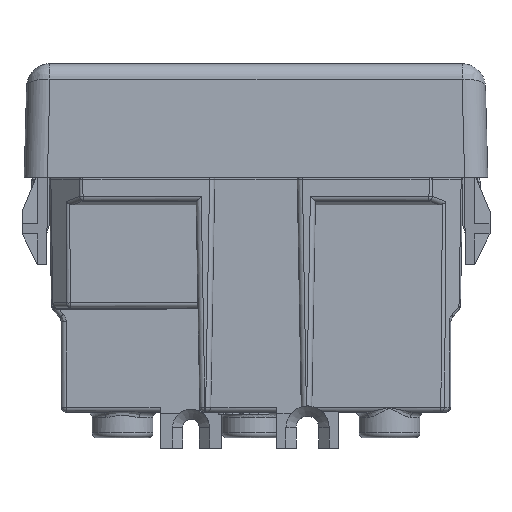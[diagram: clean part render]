
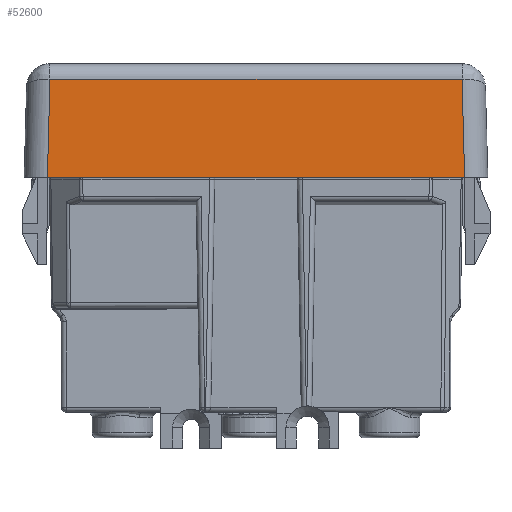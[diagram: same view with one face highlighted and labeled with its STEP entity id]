
A CAD part, left-side view. The second image highlights one B-rep face of the part: STEP entity #52600.
In plain terms, the highlighted planar face has unit normal (-1, 0, 0.009).
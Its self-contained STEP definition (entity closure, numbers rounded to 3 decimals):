
#955 = VECTOR ( 'NONE', #48433, 1000. ) ;
#5312 = DIRECTION ( 'NONE',  ( -0.009, 0.026, -1. ) ) ;
#7597 = EDGE_CURVE ( 'NONE', #34980, #12090, #57317, .T. ) ;
#9334 = EDGE_CURVE ( 'NONE', #29953, #34980, #83727, .T. ) ;
#9898 = ORIENTED_EDGE ( 'NONE', *, *, #14366, .T. ) ;
#12090 = VERTEX_POINT ( 'NONE', #19823 ) ;
#12520 = DIRECTION ( 'NONE',  ( 0., -1., 0. ) ) ;
#14366 = EDGE_CURVE ( 'NONE', #12090, #22782, #74689, .T. ) ;
#15240 = AXIS2_PLACEMENT_3D ( 'NONE', #22668, #42127, #49112 ) ;
#19823 = CARTESIAN_POINT ( 'NONE',  ( -11.205, -19.988, 10.013 ) ) ;
#21825 = CARTESIAN_POINT ( 'NONE',  ( -11.205, 19.988, 10.013 ) ) ;
#22668 = CARTESIAN_POINT ( 'NONE',  ( -11.25, 0., 4.8 ) ) ;
#22782 = VERTEX_POINT ( 'NONE', #21825 ) ;
#27998 = ORIENTED_EDGE ( 'NONE', *, *, #9334, .T. ) ;
#29953 = VERTEX_POINT ( 'NONE', #36952 ) ;
#32825 = CARTESIAN_POINT ( 'NONE',  ( -11.245, 20.11, 5.327 ) ) ;
#34980 = VERTEX_POINT ( 'NONE', #73941 ) ;
#36952 = CARTESIAN_POINT ( 'NONE',  ( -11.288, 20.237, 0.5 ) ) ;
#42127 = DIRECTION ( 'NONE',  ( -1., 0., 0.009 ) ) ;
#44631 = VECTOR ( 'NONE', #12520, 1000. ) ;
#47045 = CARTESIAN_POINT ( 'NONE',  ( -11.288, 0., 0.5 ) ) ;
#48433 = DIRECTION ( 'NONE',  ( 0.009, 0.026, 1. ) ) ;
#48478 = EDGE_CURVE ( 'NONE', #22782, #29953, #89096, .T. ) ;
#48548 = EDGE_LOOP ( 'NONE', ( #89018, #27998, #58358, #9898 ) ) ;
#49009 = VECTOR ( 'NONE', #5312, 1000. ) ;
#49112 = DIRECTION ( 'NONE',  ( 0.009, 0., 1. ) ) ;
#49693 = PLANE ( 'NONE',  #15240 ) ;
#52600 = ADVANCED_FACE ( 'NONE', ( #56022 ), #49693, .T. ) ;
#56022 = FACE_OUTER_BOUND ( 'NONE', #48548, .T. ) ;
#57317 = LINE ( 'NONE', #82407, #955 ) ;
#58358 = ORIENTED_EDGE ( 'NONE', *, *, #7597, .T. ) ;
#63051 = CARTESIAN_POINT ( 'NONE',  ( -11.205, 0., 10.013 ) ) ;
#73941 = CARTESIAN_POINT ( 'NONE',  ( -11.288, -20.237, 0.5 ) ) ;
#74689 = LINE ( 'NONE', #63051, #79029 ) ;
#77043 = DIRECTION ( 'NONE',  ( 0., 1., 0. ) ) ;
#79029 = VECTOR ( 'NONE', #77043, 1000. ) ;
#82407 = CARTESIAN_POINT ( 'NONE',  ( -11.245, -20.11, 5.327 ) ) ;
#83727 = LINE ( 'NONE', #47045, #44631 ) ;
#89018 = ORIENTED_EDGE ( 'NONE', *, *, #48478, .T. ) ;
#89096 = LINE ( 'NONE', #32825, #49009 ) ;
